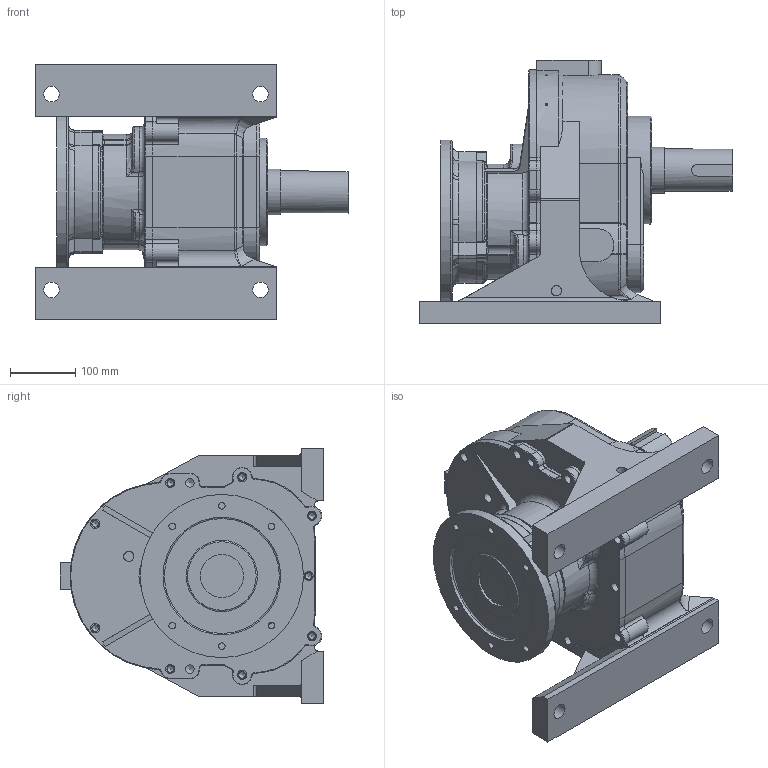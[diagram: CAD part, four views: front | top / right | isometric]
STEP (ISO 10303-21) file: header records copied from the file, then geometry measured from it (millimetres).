
FILE_DESCRIPTION (( 'STEP AP214' ), '1' );
FILE_NAME ('EK2DO07812H001_F1HF_2.2KW_R75.stp', '2022-07-04T00:25:05', ( 'Windows 餌辨濠' ), ( '' ), 'SwSTEP 2.0', 'SolidWorks 2021', '' );
FILE_SCHEMA (( 'AUTOMOTIVE_DESIGN' ));
Length unit declared in the file: millimetre
Products named in the file (5): DKA0800230_BRACKET; CASING_DKA0102312; DKG1300340__2.2; 23_2.2KW; EK2DO07812H001_F1HF_2.2KW_R75
Assembly tree (4 placements, depth 2):
  EK2DO07812H001_F1HF_2.2KW_R75
    CASING_DKA0102312
    DKA0800230_BRACKET
    23_2.2KW
    DKG1300340__2.2
Bounding box: 480 x 403.5 x 390 mm (x, y, z)
Volume: 23009800.4 mm3; surface area: 1077049.6 mm2
Topology: 4 solids, 4 shells, 590 faces, 1522 edges, 919 vertices
Faces by surface type: cylinder 215, plane 122, torus 103, bspline 103, cone 41, sphere 6
Full cylindrical faces by diameter (mm): 2.7 x2, 6.8 x3, 9 x3, 10.2 x16, 13 x4, 14 x9, 24 x4, 65 x1, 66 x1, 70 x1, 165 x1, 180 x1, 250 x1
Entity records: 23040 total; most frequent: CARTESIAN_POINT 9086, DIRECTION 2799, ORIENTED_EDGE 2792, EDGE_CURVE 1396, AXIS2_PLACEMENT_3D 1179, VERTEX_POINT 890, EDGE_LOOP 716, CIRCLE 685
